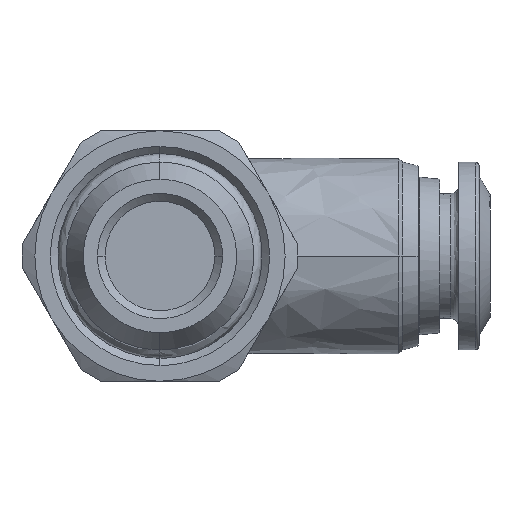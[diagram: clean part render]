
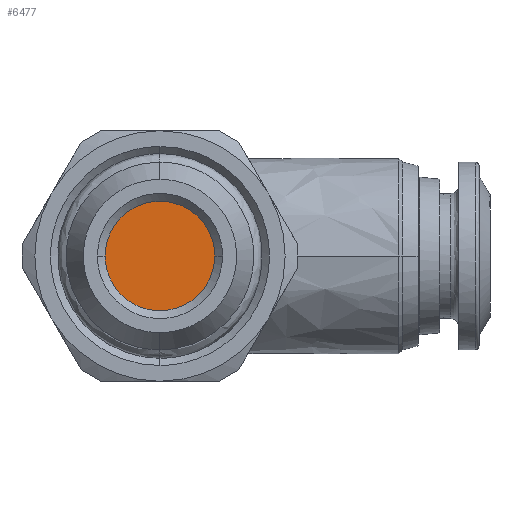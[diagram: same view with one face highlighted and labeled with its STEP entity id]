
A CAD part, left-side view. The second image highlights one B-rep face of the part: STEP entity #6477.
In plain terms, the highlighted free-form (B-spline) face has degree [1, 1] with [2, 2] control points.
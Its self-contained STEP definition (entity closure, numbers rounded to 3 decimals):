
#11 = CARTESIAN_POINT ( 'NONE',  ( -18.263, 0.666, -7. ) ) ;
#37 =( BOUNDED_CURVE ( )  B_SPLINE_CURVE ( 3, ( #1452, #3019, #1575, #6474, #5134, #6505, #5845 ),
 .UNSPECIFIED., .F., .F. ) 
 B_SPLINE_CURVE_WITH_KNOTS ( ( 4, 3, 4 ),
 ( -3.142, -1.571, 0. ),
 .UNSPECIFIED. ) 
 CURVE ( )  GEOMETRIC_REPRESENTATION_ITEM ( )  RATIONAL_B_SPLINE_CURVE ( ( 1., 0.805, 0.805, 1., 0.805, 0.805, 1. ) ) 
 REPRESENTATION_ITEM ( '' )  );
#442 =( BOUNDED_CURVE ( )  B_SPLINE_CURVE ( 3, ( #1462, #11, #7214, #1402 ),
 .UNSPECIFIED., .F., .T. ) 
 B_SPLINE_CURVE_WITH_KNOTS ( ( 4, 4 ),
 ( -3.142, 0. ),
 .UNSPECIFIED. ) 
 CURVE ( )  GEOMETRIC_REPRESENTATION_ITEM ( )  RATIONAL_B_SPLINE_CURVE ( ( 1., 0.333, 0.333, 1. ) ) 
 REPRESENTATION_ITEM ( '' )  );
#577 = VERTEX_POINT ( 'NONE', #5092 ) ;
#712 = CARTESIAN_POINT ( 'NONE',  ( -18.263, 0.624, -3.542 ) ) ;
#1134 = CARTESIAN_POINT ( 'NONE',  ( -18.263, 7.666, 0. ) ) ;
#1402 = CARTESIAN_POINT ( 'NONE',  ( -18.263, 7.666, 0. ) ) ;
#1452 = CARTESIAN_POINT ( 'NONE',  ( -18.263, 7.666, 0. ) ) ;
#1462 = CARTESIAN_POINT ( 'NONE',  ( -18.263, 0.666, 0. ) ) ;
#1575 = CARTESIAN_POINT ( 'NONE',  ( -18.263, 6.216, 3.5 ) ) ;
#2025 = EDGE_CURVE ( 'NONE', #577, #6042, #442, .T. ) ;
#2412 = B_SPLINE_SURFACE_WITH_KNOTS ( 'NONE', 1, 1, ( 
 ( #712, #5773 ),
 ( #7936, #5802 ) ),
 .UNSPECIFIED., .F., .F., .F.,
 ( 2, 2 ),
 ( 2, 2 ),
 ( 0., 1. ),
 ( 0., 1. ),
 .UNSPECIFIED. ) ;
#3019 = CARTESIAN_POINT ( 'NONE',  ( -18.263, 7.666, 2.05 ) ) ;
#3406 = ORIENTED_EDGE ( 'NONE', *, *, #2025, .F. ) ;
#4170 = ORIENTED_EDGE ( 'NONE', *, *, #9103, .F. ) ;
#4394 = EDGE_LOOP ( 'NONE', ( #3406, #4170 ) ) ;
#4403 = FACE_OUTER_BOUND ( 'NONE', #4394, .T. ) ;
#5092 = CARTESIAN_POINT ( 'NONE',  ( -18.263, 0.666, 0. ) ) ;
#5134 = CARTESIAN_POINT ( 'NONE',  ( -18.263, 2.116, 3.5 ) ) ;
#5773 = CARTESIAN_POINT ( 'NONE',  ( -18.263, 7.708, -3.542 ) ) ;
#5802 = CARTESIAN_POINT ( 'NONE',  ( -18.263, 7.708, 3.542 ) ) ;
#5845 = CARTESIAN_POINT ( 'NONE',  ( -18.263, 0.666, 0. ) ) ;
#6042 = VERTEX_POINT ( 'NONE', #1134 ) ;
#6474 = CARTESIAN_POINT ( 'NONE',  ( -18.263, 4.166, 3.5 ) ) ;
#6477 = ADVANCED_FACE ( 'NONE', ( #4403 ), #2412, .T. ) ;
#6505 = CARTESIAN_POINT ( 'NONE',  ( -18.263, 0.666, 2.05 ) ) ;
#7214 = CARTESIAN_POINT ( 'NONE',  ( -18.263, 7.666, -7. ) ) ;
#7936 = CARTESIAN_POINT ( 'NONE',  ( -18.263, 0.624, 3.542 ) ) ;
#9103 = EDGE_CURVE ( 'NONE', #6042, #577, #37, .T. ) ;
